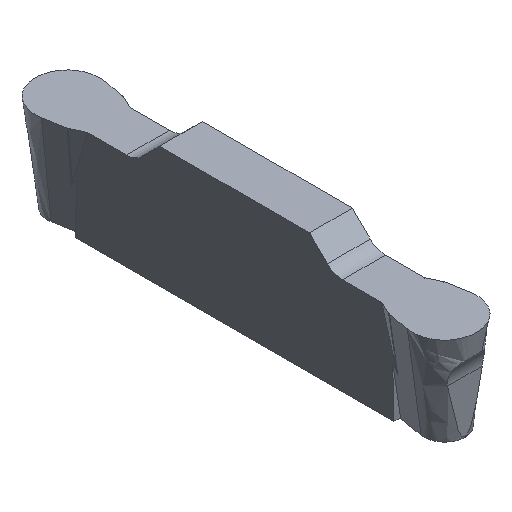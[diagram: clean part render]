
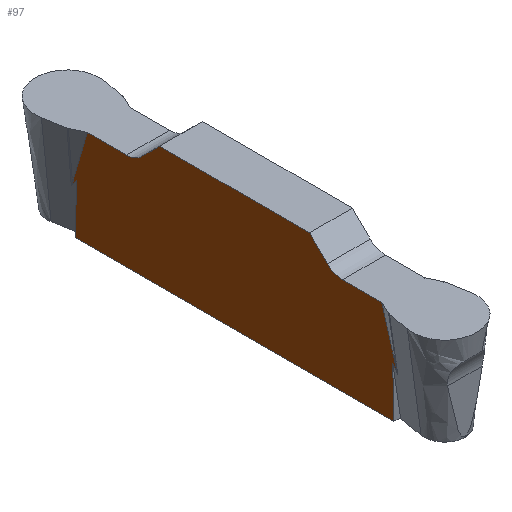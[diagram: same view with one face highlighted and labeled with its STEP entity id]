
A CAD part, isometric view. The second image highlights one B-rep face of the part: STEP entity #97.
In plain terms, the highlighted planar face has unit normal (-1, 0, 0).
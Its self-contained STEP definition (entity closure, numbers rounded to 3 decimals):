
#39=PLANE('',#650);
#61=FACE_OUTER_BOUND('',#141,.T.);
#91=CIRCLE('',#648,1.);
#92=CIRCLE('',#649,1.);
#97=ADVANCED_FACE('',(#61),#39,.T.);
#141=EDGE_LOOP('',(#305,#306,#307,#308,#309,#310,#311,#312,#313,#314,#315,
#316,#317,#318,#319,#320));
#179=LINE('',#1078,#237);
#180=LINE('',#1092,#238);
#181=LINE('',#1094,#239);
#182=LINE('',#1096,#240);
#183=LINE('',#1098,#241);
#184=LINE('',#1100,#242);
#185=LINE('',#1113,#243);
#186=LINE('',#1115,#244);
#187=LINE('',#1119,#245);
#188=LINE('',#1121,#246);
#189=LINE('',#1123,#247);
#190=LINE('',#1127,#248);
#237=VECTOR('',#686,1.);
#238=VECTOR('',#687,1.);
#239=VECTOR('',#688,1.);
#240=VECTOR('',#689,1.);
#241=VECTOR('',#690,1.);
#242=VECTOR('',#691,1.);
#243=VECTOR('',#692,1.);
#244=VECTOR('',#693,1.);
#245=VECTOR('',#696,1.);
#246=VECTOR('',#697,1.);
#247=VECTOR('',#698,1.);
#248=VECTOR('',#701,1.);
#305=ORIENTED_EDGE('',*,*,#529,.T.);
#306=ORIENTED_EDGE('',*,*,#530,.T.);
#307=ORIENTED_EDGE('',*,*,#531,.T.);
#308=ORIENTED_EDGE('',*,*,#532,.T.);
#309=ORIENTED_EDGE('',*,*,#533,.T.);
#310=ORIENTED_EDGE('',*,*,#534,.T.);
#311=ORIENTED_EDGE('',*,*,#535,.T.);
#312=ORIENTED_EDGE('',*,*,#536,.T.);
#313=ORIENTED_EDGE('',*,*,#537,.T.);
#314=ORIENTED_EDGE('',*,*,#538,.F.);
#315=ORIENTED_EDGE('',*,*,#539,.F.);
#316=ORIENTED_EDGE('',*,*,#540,.F.);
#317=ORIENTED_EDGE('',*,*,#541,.F.);
#318=ORIENTED_EDGE('',*,*,#542,.F.);
#319=ORIENTED_EDGE('',*,*,#543,.F.);
#320=ORIENTED_EDGE('',*,*,#544,.F.);
#473=VERTEX_POINT('',#1079);
#474=VERTEX_POINT('',#1080);
#475=VERTEX_POINT('',#1091);
#476=VERTEX_POINT('',#1093);
#477=VERTEX_POINT('',#1095);
#478=VERTEX_POINT('',#1097);
#479=VERTEX_POINT('',#1099);
#480=VERTEX_POINT('',#1101);
#481=VERTEX_POINT('',#1112);
#482=VERTEX_POINT('',#1114);
#483=VERTEX_POINT('',#1116);
#484=VERTEX_POINT('',#1118);
#485=VERTEX_POINT('',#1120);
#486=VERTEX_POINT('',#1122);
#487=VERTEX_POINT('',#1124);
#488=VERTEX_POINT('',#1126);
#529=EDGE_CURVE('',#473,#474,#179,.T.);
#530=EDGE_CURVE('',#474,#475,#617,.T.);
#531=EDGE_CURVE('',#475,#476,#180,.T.);
#532=EDGE_CURVE('',#476,#477,#181,.T.);
#533=EDGE_CURVE('',#477,#478,#182,.T.);
#534=EDGE_CURVE('',#478,#479,#183,.T.);
#535=EDGE_CURVE('',#479,#480,#184,.T.);
#536=EDGE_CURVE('',#480,#481,#618,.T.);
#537=EDGE_CURVE('',#481,#482,#185,.T.);
#538=EDGE_CURVE('',#483,#482,#186,.T.);
#539=EDGE_CURVE('',#484,#483,#91,.T.);
#540=EDGE_CURVE('',#485,#484,#187,.T.);
#541=EDGE_CURVE('',#486,#485,#188,.T.);
#542=EDGE_CURVE('',#487,#486,#189,.T.);
#543=EDGE_CURVE('',#488,#487,#92,.T.);
#544=EDGE_CURVE('',#473,#488,#190,.T.);
#617=B_SPLINE_CURVE_WITH_KNOTS('',3,(#1081,#1082,#1083,#1084,#1085,#1086,
#1087,#1088,#1089,#1090),.UNSPECIFIED.,.F.,.F.,(4,3,3,4),(0.,0.364,
0.679,1.),.UNSPECIFIED.);
#618=B_SPLINE_CURVE_WITH_KNOTS('',3,(#1102,#1103,#1104,#1105,#1106,#1107,
#1108,#1109,#1110,#1111),.UNSPECIFIED.,.F.,.F.,(4,3,3,4),(0.,0.29,
0.577,1.),.UNSPECIFIED.);
#648=AXIS2_PLACEMENT_3D('',#1117,#694,#695);
#649=AXIS2_PLACEMENT_3D('',#1125,#699,#700);
#650=AXIS2_PLACEMENT_3D('',#1128,#702,#703);
#686=DIRECTION('',(0.,0.279,-0.96));
#687=DIRECTION('',(0.,-0.577,0.817));
#688=DIRECTION('',(0.,0.016,-1.));
#689=DIRECTION('',(0.,-1.,0.));
#690=DIRECTION('',(0.,0.016,1.));
#691=DIRECTION('',(0.,-0.577,-0.817));
#692=DIRECTION('',(0.,0.279,0.96));
#693=DIRECTION('',(0.,-1.,0.));
#694=DIRECTION('',(-1.,0.,0.));
#695=DIRECTION('',(0.,0.,1.));
#696=DIRECTION('',(0.,-0.707,-0.707));
#697=DIRECTION('',(0.,-1.,0.));
#698=DIRECTION('',(0.,-0.707,0.707));
#699=DIRECTION('',(-1.,0.,0.));
#700=DIRECTION('',(0.,0.,1.));
#701=DIRECTION('',(0.,-1.,0.));
#702=DIRECTION('',(-1.,0.,0.));
#703=DIRECTION('',(0.,0.,1.));
#1078=CARTESIAN_POINT('',(-1.,16.792,0.268));
#1079=CARTESIAN_POINT('',(-1.,16.87,0.));
#1080=CARTESIAN_POINT('',(-1.,17.565,-2.394));
#1081=CARTESIAN_POINT('',(-1.,17.565,-2.394));
#1082=CARTESIAN_POINT('',(-1.,17.57,-2.411));
#1083=CARTESIAN_POINT('',(-1.,17.575,-2.428));
#1084=CARTESIAN_POINT('',(-1.,17.581,-2.444));
#1085=CARTESIAN_POINT('',(-1.,17.586,-2.459));
#1086=CARTESIAN_POINT('',(-1.,17.592,-2.473));
#1087=CARTESIAN_POINT('',(-1.,17.598,-2.487));
#1088=CARTESIAN_POINT('',(-1.,17.604,-2.501));
#1089=CARTESIAN_POINT('',(-1.,17.611,-2.515));
#1090=CARTESIAN_POINT('',(-1.,17.62,-2.527));
#1091=CARTESIAN_POINT('',(-1.,17.62,-2.527));
#1092=CARTESIAN_POINT('',(-1.,16.607,-1.095));
#1093=CARTESIAN_POINT('',(-1.,17.385,-2.194));
#1094=CARTESIAN_POINT('',(-1.,17.331,1.087));
#1095=CARTESIAN_POINT('',(-1.,17.423,-4.527));
#1096=CARTESIAN_POINT('',(-1.,19.75,-4.527));
#1097=CARTESIAN_POINT('',(-1.,2.577,-4.527));
#1098=CARTESIAN_POINT('',(-1.,2.674,1.407));
#1099=CARTESIAN_POINT('',(-1.,2.615,-2.194));
#1100=CARTESIAN_POINT('',(-1.,9.892,8.097));
#1101=CARTESIAN_POINT('',(-1.,2.38,-2.527));
#1102=CARTESIAN_POINT('',(-1.,2.38,-2.527));
#1103=CARTESIAN_POINT('',(-1.,2.388,-2.516));
#1104=CARTESIAN_POINT('',(-1.,2.394,-2.503));
#1105=CARTESIAN_POINT('',(-1.,2.4,-2.491));
#1106=CARTESIAN_POINT('',(-1.,2.406,-2.478));
#1107=CARTESIAN_POINT('',(-1.,2.411,-2.465));
#1108=CARTESIAN_POINT('',(-1.,2.416,-2.452));
#1109=CARTESIAN_POINT('',(-1.,2.423,-2.433));
#1110=CARTESIAN_POINT('',(-1.,2.429,-2.414));
#1111=CARTESIAN_POINT('',(-1.,2.435,-2.394));
#1112=CARTESIAN_POINT('',(-1.,2.435,-2.394));
#1113=CARTESIAN_POINT('',(-1.,4.726,5.492));
#1114=CARTESIAN_POINT('',(-1.,3.13,0.));
#1115=CARTESIAN_POINT('',(-1.,19.75,0.));
#1116=CARTESIAN_POINT('',(-1.,4.959,0.));
#1117=CARTESIAN_POINT('',(-1.,4.959,1.));
#1118=CARTESIAN_POINT('',(-1.,5.666,0.293));
#1119=CARTESIAN_POINT('',(-1.,13.125,7.752));
#1120=CARTESIAN_POINT('',(-1.,6.5,1.127));
#1121=CARTESIAN_POINT('',(-1.,19.75,1.127));
#1122=CARTESIAN_POINT('',(-1.,13.5,1.127));
#1123=CARTESIAN_POINT('',(-1.,16.625,-1.998));
#1124=CARTESIAN_POINT('',(-1.,14.334,0.293));
#1125=CARTESIAN_POINT('',(-1.,15.041,1.));
#1126=CARTESIAN_POINT('',(-1.,15.041,0.));
#1127=CARTESIAN_POINT('',(-1.,19.75,0.));
#1128=CARTESIAN_POINT('',(-1.,19.75,1.127));
